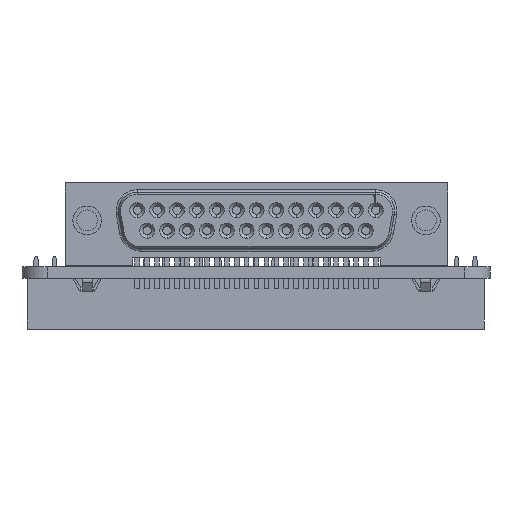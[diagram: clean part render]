
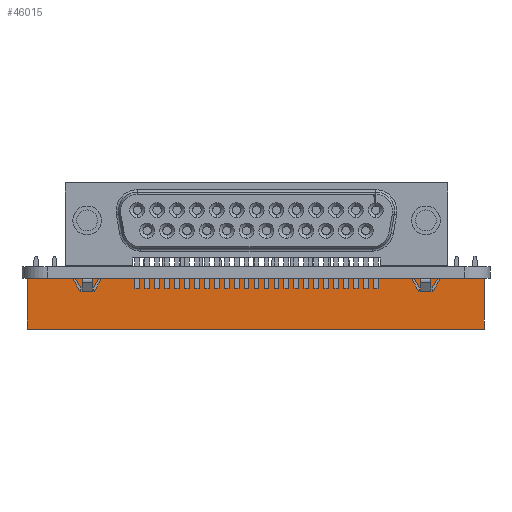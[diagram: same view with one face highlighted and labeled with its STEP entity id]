
A CAD part, front view. The second image highlights one B-rep face of the part: STEP entity #46015.
In plain terms, the highlighted face is planar.
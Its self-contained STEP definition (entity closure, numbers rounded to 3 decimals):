
#46015 = ADVANCED_FACE('',(#46016),#46030,.F.);
#46016 = FACE_BOUND('',#46017,.F.);
#46017 = EDGE_LOOP('',(#46018,#46053,#46081,#46109));
#46018 = ORIENTED_EDGE('',*,*,#46019,.T.);
#46019 = EDGE_CURVE('',#46020,#46022,#46024,.T.);
#46020 = VERTEX_POINT('',#46021);
#46021 = CARTESIAN_POINT('',(1.27,-62.23,0.));
#46022 = VERTEX_POINT('',#46023);
#46023 = CARTESIAN_POINT('',(1.27,-62.23,7.));
#46024 = SURFACE_CURVE('',#46025,(#46029,#46041),.PCURVE_S1.);
#46025 = LINE('',#46026,#46027);
#46026 = CARTESIAN_POINT('',(1.27,-62.23,0.));
#46027 = VECTOR('',#46028,1.);
#46028 = DIRECTION('',(0.,0.,1.));
#46029 = PCURVE('',#46030,#46035);
#46030 = PLANE('',#46031);
#46031 = AXIS2_PLACEMENT_3D('',#46032,#46033,#46034);
#46032 = CARTESIAN_POINT('',(1.27,-62.23,0.));
#46033 = DIRECTION('',(-1.,0.,0.));
#46034 = DIRECTION('',(0.,1.,0.));
#46035 = DEFINITIONAL_REPRESENTATION('',(#46036),#46040);
#46036 = LINE('',#46037,#46038);
#46037 = CARTESIAN_POINT('',(0.,0.));
#46038 = VECTOR('',#46039,1.);
#46039 = DIRECTION('',(0.,-1.));
#46040 = ( GEOMETRIC_REPRESENTATION_CONTEXT(2) 
PARAMETRIC_REPRESENTATION_CONTEXT() REPRESENTATION_CONTEXT('2D SPACE',''
  ) );
#46041 = PCURVE('',#46042,#46047);
#46042 = PLANE('',#46043);
#46043 = AXIS2_PLACEMENT_3D('',#46044,#46045,#46046);
#46044 = CARTESIAN_POINT('',(-3.81,-62.23,0.));
#46045 = DIRECTION('',(0.,1.,0.));
#46046 = DIRECTION('',(1.,0.,0.));
#46047 = DEFINITIONAL_REPRESENTATION('',(#46048),#46052);
#46048 = LINE('',#46049,#46050);
#46049 = CARTESIAN_POINT('',(5.08,0.));
#46050 = VECTOR('',#46051,1.);
#46051 = DIRECTION('',(0.,-1.));
#46052 = ( GEOMETRIC_REPRESENTATION_CONTEXT(2) 
PARAMETRIC_REPRESENTATION_CONTEXT() REPRESENTATION_CONTEXT('2D SPACE',''
  ) );
#46053 = ORIENTED_EDGE('',*,*,#46054,.T.);
#46054 = EDGE_CURVE('',#46022,#46055,#46057,.T.);
#46055 = VERTEX_POINT('',#46056);
#46056 = CARTESIAN_POINT('',(1.27,1.27,7.));
#46057 = SURFACE_CURVE('',#46058,(#46062,#46069),.PCURVE_S1.);
#46058 = LINE('',#46059,#46060);
#46059 = CARTESIAN_POINT('',(1.27,-62.23,7.));
#46060 = VECTOR('',#46061,1.);
#46061 = DIRECTION('',(0.,1.,0.));
#46062 = PCURVE('',#46030,#46063);
#46063 = DEFINITIONAL_REPRESENTATION('',(#46064),#46068);
#46064 = LINE('',#46065,#46066);
#46065 = CARTESIAN_POINT('',(0.,-7.));
#46066 = VECTOR('',#46067,1.);
#46067 = DIRECTION('',(1.,0.));
#46068 = ( GEOMETRIC_REPRESENTATION_CONTEXT(2) 
PARAMETRIC_REPRESENTATION_CONTEXT() REPRESENTATION_CONTEXT('2D SPACE',''
  ) );
#46069 = PCURVE('',#46070,#46075);
#46070 = PLANE('',#46071);
#46071 = AXIS2_PLACEMENT_3D('',#46072,#46073,#46074);
#46072 = CARTESIAN_POINT('',(1.27,-62.23,7.));
#46073 = DIRECTION('',(0.,0.,-1.));
#46074 = DIRECTION('',(0.,-1.,0.));
#46075 = DEFINITIONAL_REPRESENTATION('',(#46076),#46080);
#46076 = LINE('',#46077,#46078);
#46077 = CARTESIAN_POINT('',(0.,0.));
#46078 = VECTOR('',#46079,1.);
#46079 = DIRECTION('',(-1.,0.));
#46080 = ( GEOMETRIC_REPRESENTATION_CONTEXT(2) 
PARAMETRIC_REPRESENTATION_CONTEXT() REPRESENTATION_CONTEXT('2D SPACE',''
  ) );
#46081 = ORIENTED_EDGE('',*,*,#46082,.F.);
#46082 = EDGE_CURVE('',#46083,#46055,#46085,.T.);
#46083 = VERTEX_POINT('',#46084);
#46084 = CARTESIAN_POINT('',(1.27,1.27,0.));
#46085 = SURFACE_CURVE('',#46086,(#46090,#46097),.PCURVE_S1.);
#46086 = LINE('',#46087,#46088);
#46087 = CARTESIAN_POINT('',(1.27,1.27,0.));
#46088 = VECTOR('',#46089,1.);
#46089 = DIRECTION('',(0.,0.,1.));
#46090 = PCURVE('',#46030,#46091);
#46091 = DEFINITIONAL_REPRESENTATION('',(#46092),#46096);
#46092 = LINE('',#46093,#46094);
#46093 = CARTESIAN_POINT('',(63.5,0.));
#46094 = VECTOR('',#46095,1.);
#46095 = DIRECTION('',(0.,-1.));
#46096 = ( GEOMETRIC_REPRESENTATION_CONTEXT(2) 
PARAMETRIC_REPRESENTATION_CONTEXT() REPRESENTATION_CONTEXT('2D SPACE',''
  ) );
#46097 = PCURVE('',#46098,#46103);
#46098 = PLANE('',#46099);
#46099 = AXIS2_PLACEMENT_3D('',#46100,#46101,#46102);
#46100 = CARTESIAN_POINT('',(1.27,1.27,0.));
#46101 = DIRECTION('',(0.,-1.,0.));
#46102 = DIRECTION('',(-1.,0.,0.));
#46103 = DEFINITIONAL_REPRESENTATION('',(#46104),#46108);
#46104 = LINE('',#46105,#46106);
#46105 = CARTESIAN_POINT('',(0.,0.));
#46106 = VECTOR('',#46107,1.);
#46107 = DIRECTION('',(0.,-1.));
#46108 = ( GEOMETRIC_REPRESENTATION_CONTEXT(2) 
PARAMETRIC_REPRESENTATION_CONTEXT() REPRESENTATION_CONTEXT('2D SPACE',''
  ) );
#46109 = ORIENTED_EDGE('',*,*,#46110,.F.);
#46110 = EDGE_CURVE('',#46020,#46083,#46111,.T.);
#46111 = SURFACE_CURVE('',#46112,(#46116,#46123),.PCURVE_S1.);
#46112 = LINE('',#46113,#46114);
#46113 = CARTESIAN_POINT('',(1.27,-62.23,0.));
#46114 = VECTOR('',#46115,1.);
#46115 = DIRECTION('',(0.,1.,0.));
#46116 = PCURVE('',#46030,#46117);
#46117 = DEFINITIONAL_REPRESENTATION('',(#46118),#46122);
#46118 = LINE('',#46119,#46120);
#46119 = CARTESIAN_POINT('',(0.,0.));
#46120 = VECTOR('',#46121,1.);
#46121 = DIRECTION('',(1.,0.));
#46122 = ( GEOMETRIC_REPRESENTATION_CONTEXT(2) 
PARAMETRIC_REPRESENTATION_CONTEXT() REPRESENTATION_CONTEXT('2D SPACE',''
  ) );
#46123 = PCURVE('',#46124,#46129);
#46124 = PLANE('',#46125);
#46125 = AXIS2_PLACEMENT_3D('',#46126,#46127,#46128);
#46126 = CARTESIAN_POINT('',(1.27,-62.23,0.));
#46127 = DIRECTION('',(0.,0.,-1.));
#46128 = DIRECTION('',(0.,-1.,0.));
#46129 = DEFINITIONAL_REPRESENTATION('',(#46130),#46134);
#46130 = LINE('',#46131,#46132);
#46131 = CARTESIAN_POINT('',(0.,0.));
#46132 = VECTOR('',#46133,1.);
#46133 = DIRECTION('',(-1.,0.));
#46134 = ( GEOMETRIC_REPRESENTATION_CONTEXT(2) 
PARAMETRIC_REPRESENTATION_CONTEXT() REPRESENTATION_CONTEXT('2D SPACE',''
  ) );
